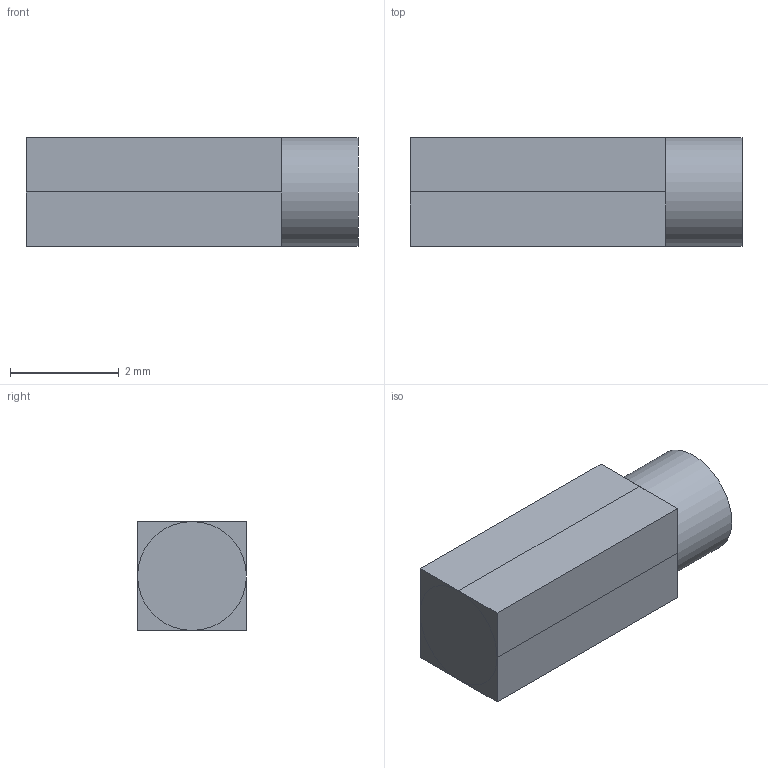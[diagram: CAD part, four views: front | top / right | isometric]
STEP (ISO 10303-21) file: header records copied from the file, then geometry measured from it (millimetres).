
FILE_DESCRIPTION(('FreeCAD Model'),'2;1');
FILE_NAME( 'MS1V-T1K.step', '2019-04-27T13:57:50',('Author'),(''), 'Open CASCADE STEP processor 7.3','FreeCAD','Unknown');
FILE_SCHEMA(('AUTOMOTIVE_DESIGN { 1 0 10303 214 1 1 1 1 }'));
Length unit declared in the file: millimetre
Products named in the file (1): Pad001
Bounding box: 6.1 x 2 x 2 mm (x, y, z)
Volume: 23.2 mm3; surface area: 54.4 mm2
Topology: 1 solids, 1 shells, 19 faces, 34 edges, 17 vertices
Faces by surface type: plane 18, cylinder 1
Full cylindrical faces by diameter (mm): 2 x1
Entity records: 934 total; most frequent: CARTESIAN_POINT 217, DIRECTION 133, LINE 74, VECTOR 74, ORIENTED_EDGE 68, PCURVE 68, DEFINITIONAL_REPRESENTATION 68, EDGE_CURVE 34
